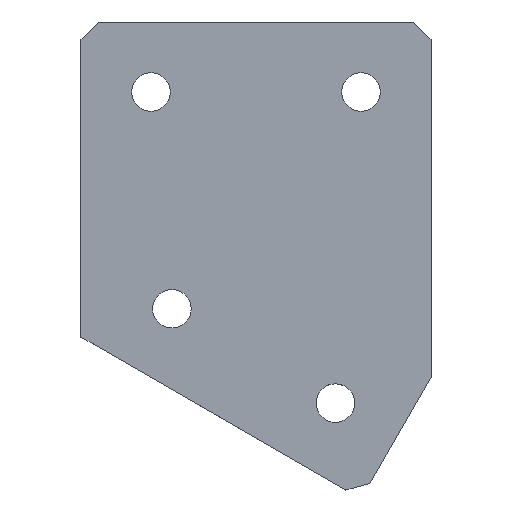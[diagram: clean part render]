
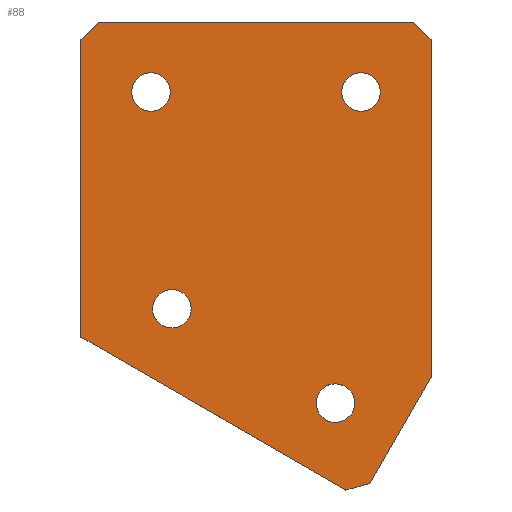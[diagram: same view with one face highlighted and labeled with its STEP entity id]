
A CAD part, top view. The second image highlights one B-rep face of the part: STEP entity #88.
In plain terms, the highlighted planar face has unit normal (0, 0, 1).
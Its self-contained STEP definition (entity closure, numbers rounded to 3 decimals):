
#1 = CARTESIAN_POINT ( 'NONE',  ( 10., -10., 0. ) ) ;
#7 = DIRECTION ( 'NONE',  ( 0.966, 0.259, 0. ) ) ;
#13 = EDGE_CURVE ( 'NONE', #388, #86, #234, .T. ) ;
#17 = ORIENTED_EDGE ( 'NONE', *, *, #332, .T. ) ;
#34 = LINE ( 'NONE', #228, #466 ) ;
#35 = FACE_BOUND ( 'NONE', #446, .T. ) ;
#36 = EDGE_CURVE ( 'NONE', #299, #399, #122, .T. ) ;
#40 = EDGE_CURVE ( 'NONE', #432, #265, #323, .T. ) ;
#45 = VERTEX_POINT ( 'NONE', #441 ) ;
#53 = DIRECTION ( 'NONE',  ( 0., 0., -1. ) ) ;
#54 = EDGE_CURVE ( 'NONE', #193, #584, #372, .T. ) ;
#59 = CARTESIAN_POINT ( 'NONE',  ( 19.245, -71.825, 0. ) ) ;
#63 = CARTESIAN_POINT ( 'NONE',  ( 10., -7.25, 0. ) ) ;
#71 = CARTESIAN_POINT ( 'NONE',  ( 12.99, -43.703, 0. ) ) ;
#73 = EDGE_LOOP ( 'NONE', ( #96, #165 ) ) ;
#75 = DIRECTION ( 'NONE',  ( 0., -1., 0. ) ) ;
#77 = ORIENTED_EDGE ( 'NONE', *, *, #217, .T. ) ;
#84 = EDGE_CURVE ( 'NONE', #286, #418, #153, .T. ) ;
#86 = VERTEX_POINT ( 'NONE', #380 ) ;
#88 = ADVANCED_FACE ( 'NONE', ( #530, #35, #320, #89, #142 ), #139, .T. ) ;
#89 = FACE_BOUND ( 'NONE', #481, .T. ) ;
#96 = ORIENTED_EDGE ( 'NONE', *, *, #587, .T. ) ;
#108 = DIRECTION ( 'NONE',  ( 0., 1., 0. ) ) ;
#118 = DIRECTION ( 'NONE',  ( -0.707, 0.707, 0. ) ) ;
#122 = LINE ( 'NONE', #518, #283 ) ;
#131 = VECTOR ( 'NONE', #7, 1000. ) ;
#139 = PLANE ( 'NONE',  #293 ) ;
#142 = FACE_OUTER_BOUND ( 'NONE', #296, .T. ) ;
#151 = DIRECTION ( 'NONE',  ( 0., 0., -1. ) ) ;
#153 = CIRCLE ( 'NONE', #437, 2.75 ) ;
#159 = CIRCLE ( 'NONE', #213, 2.75 ) ;
#165 = ORIENTED_EDGE ( 'NONE', *, *, #84, .T. ) ;
#166 = LINE ( 'NONE', #215, #346 ) ;
#171 = VECTOR ( 'NONE', #341, 1000. ) ;
#172 = CIRCLE ( 'NONE', #195, 2.75 ) ;
#179 = DIRECTION ( 'NONE',  ( 0., 1., 0. ) ) ;
#182 = DIRECTION ( 'NONE',  ( 0., 1., 0. ) ) ;
#183 = AXIS2_PLACEMENT_3D ( 'NONE', #236, #574, #616 ) ;
#192 = CARTESIAN_POINT ( 'NONE',  ( 0., 0., 0. ) ) ;
#193 = VERTEX_POINT ( 'NONE', #617 ) ;
#194 = CARTESIAN_POINT ( 'NONE',  ( 0., -45., 0. ) ) ;
#195 = AXIS2_PLACEMENT_3D ( 'NONE', #250, #550, #287 ) ;
#213 = AXIS2_PLACEMENT_3D ( 'NONE', #243, #151, #108 ) ;
#215 = CARTESIAN_POINT ( 'NONE',  ( 23.75, 23.75, 0. ) ) ;
#216 = ORIENTED_EDGE ( 'NONE', *, *, #290, .F. ) ;
#217 = EDGE_CURVE ( 'NONE', #330, #45, #159, .T. ) ;
#218 = CARTESIAN_POINT ( 'NONE',  ( 36.34, -57.184, 0. ) ) ;
#220 = LINE ( 'NONE', #266, #586 ) ;
#225 = CARTESIAN_POINT ( 'NONE',  ( 0., -2.5, 0. ) ) ;
#227 = ORIENTED_EDGE ( 'NONE', *, *, #512, .T. ) ;
#228 = CARTESIAN_POINT ( 'NONE',  ( 0., -45., 0. ) ) ;
#230 = EDGE_CURVE ( 'NONE', #45, #330, #172, .T. ) ;
#231 = VERTEX_POINT ( 'NONE', #194 ) ;
#232 = CARTESIAN_POINT ( 'NONE',  ( 40., -7.25, 0. ) ) ;
#234 = CIRCLE ( 'NONE', #272, 2.75 ) ;
#236 = CARTESIAN_POINT ( 'NONE',  ( 40., -10., 0. ) ) ;
#243 = CARTESIAN_POINT ( 'NONE',  ( 36.34, -54.434, 0. ) ) ;
#248 = CARTESIAN_POINT ( 'NONE',  ( 40., -12.75, 0. ) ) ;
#249 = ORIENTED_EDGE ( 'NONE', *, *, #622, .T. ) ;
#250 = CARTESIAN_POINT ( 'NONE',  ( 36.34, -54.434, 0. ) ) ;
#261 = DIRECTION ( 'NONE',  ( 0., 1., 0. ) ) ;
#265 = VERTEX_POINT ( 'NONE', #248 ) ;
#266 = CARTESIAN_POINT ( 'NONE',  ( 1.25, -1.25, 0. ) ) ;
#269 = ORIENTED_EDGE ( 'NONE', *, *, #54, .F. ) ;
#272 = AXIS2_PLACEMENT_3D ( 'NONE', #522, #316, #261 ) ;
#277 = ORIENTED_EDGE ( 'NONE', *, *, #13, .T. ) ;
#279 = DIRECTION ( 'NONE',  ( 0., 0., 1. ) ) ;
#283 = VECTOR ( 'NONE', #75, 1000. ) ;
#286 = VERTEX_POINT ( 'NONE', #589 ) ;
#287 = DIRECTION ( 'NONE',  ( 0., 1., 0. ) ) ;
#290 = EDGE_CURVE ( 'NONE', #399, #347, #402, .T. ) ;
#291 = CARTESIAN_POINT ( 'NONE',  ( 50., -2.5, 0. ) ) ;
#293 = AXIS2_PLACEMENT_3D ( 'NONE', #336, #279, #540 ) ;
#296 = EDGE_LOOP ( 'NONE', ( #509, #249, #216, #492, #17, #269, #520, #544 ) ) ;
#297 = DIRECTION ( 'NONE',  ( 0., 1., 0. ) ) ;
#299 = VERTEX_POINT ( 'NONE', #291 ) ;
#300 = CARTESIAN_POINT ( 'NONE',  ( 50., -50.774, 0. ) ) ;
#301 = CIRCLE ( 'NONE', #358, 2.75 ) ;
#309 = EDGE_CURVE ( 'NONE', #231, #503, #454, .T. ) ;
#316 = DIRECTION ( 'NONE',  ( 0., 0., -1. ) ) ;
#320 = FACE_BOUND ( 'NONE', #623, .T. ) ;
#323 = CIRCLE ( 'NONE', #526, 2.75 ) ;
#330 = VERTEX_POINT ( 'NONE', #218 ) ;
#332 = EDGE_CURVE ( 'NONE', #299, #584, #166, .T. ) ;
#334 = VERTEX_POINT ( 'NONE', #407 ) ;
#335 = CARTESIAN_POINT ( 'NONE',  ( 10., -10., 0. ) ) ;
#336 = CARTESIAN_POINT ( 'NONE',  ( 0., 0., 0. ) ) ;
#339 = LINE ( 'NONE', #59, #131 ) ;
#341 = DIRECTION ( 'NONE',  ( -0.5, -0.866, 0. ) ) ;
#346 = VECTOR ( 'NONE', #118, 1000. ) ;
#347 = VERTEX_POINT ( 'NONE', #561 ) ;
#348 = CARTESIAN_POINT ( 'NONE',  ( 0., 0., 0. ) ) ;
#358 = AXIS2_PLACEMENT_3D ( 'NONE', #436, #440, #182 ) ;
#361 = ORIENTED_EDGE ( 'NONE', *, *, #458, .T. ) ;
#372 = LINE ( 'NONE', #192, #499 ) ;
#376 = ORIENTED_EDGE ( 'NONE', *, *, #40, .T. ) ;
#380 = CARTESIAN_POINT ( 'NONE',  ( 12.99, -38.203, 0. ) ) ;
#387 = DIRECTION ( 'NONE',  ( 0., 1., 0. ) ) ;
#388 = VERTEX_POINT ( 'NONE', #71 ) ;
#399 = VERTEX_POINT ( 'NONE', #300 ) ;
#402 = LINE ( 'NONE', #594, #171 ) ;
#407 = CARTESIAN_POINT ( 'NONE',  ( 37.835, -66.844, 0. ) ) ;
#408 = DIRECTION ( 'NONE',  ( 0., 0., -1. ) ) ;
#418 = VERTEX_POINT ( 'NONE', #63 ) ;
#432 = VERTEX_POINT ( 'NONE', #232 ) ;
#433 = DIRECTION ( 'NONE',  ( -0.707, -0.707, 0. ) ) ;
#436 = CARTESIAN_POINT ( 'NONE',  ( 12.99, -40.953, 0. ) ) ;
#437 = AXIS2_PLACEMENT_3D ( 'NONE', #1, #487, #179 ) ;
#440 = DIRECTION ( 'NONE',  ( 0., 0., -1. ) ) ;
#441 = CARTESIAN_POINT ( 'NONE',  ( 36.34, -51.684, 0. ) ) ;
#446 = EDGE_LOOP ( 'NONE', ( #376, #227 ) ) ;
#448 = DIRECTION ( 'NONE',  ( 0., 1., 0. ) ) ;
#449 = EDGE_CURVE ( 'NONE', #193, #503, #220, .T. ) ;
#454 = LINE ( 'NONE', #348, #585 ) ;
#458 = EDGE_CURVE ( 'NONE', #86, #388, #301, .T. ) ;
#466 = VECTOR ( 'NONE', #486, 1000. ) ;
#473 = CARTESIAN_POINT ( 'NONE',  ( 40., -10., 0. ) ) ;
#474 = CIRCLE ( 'NONE', #183, 2.75 ) ;
#477 = AXIS2_PLACEMENT_3D ( 'NONE', #335, #53, #448 ) ;
#481 = EDGE_LOOP ( 'NONE', ( #629, #77 ) ) ;
#486 = DIRECTION ( 'NONE',  ( -0.866, 0.5, 0. ) ) ;
#487 = DIRECTION ( 'NONE',  ( 0., 0., -1. ) ) ;
#492 = ORIENTED_EDGE ( 'NONE', *, *, #36, .F. ) ;
#499 = VECTOR ( 'NONE', #524, 1000. ) ;
#503 = VERTEX_POINT ( 'NONE', #225 ) ;
#509 = ORIENTED_EDGE ( 'NONE', *, *, #557, .F. ) ;
#512 = EDGE_CURVE ( 'NONE', #265, #432, #474, .T. ) ;
#518 = CARTESIAN_POINT ( 'NONE',  ( 50., 0., 0. ) ) ;
#520 = ORIENTED_EDGE ( 'NONE', *, *, #449, .T. ) ;
#522 = CARTESIAN_POINT ( 'NONE',  ( 12.99, -40.953, 0. ) ) ;
#524 = DIRECTION ( 'NONE',  ( 1., 0., 0. ) ) ;
#526 = AXIS2_PLACEMENT_3D ( 'NONE', #473, #408, #387 ) ;
#530 = FACE_BOUND ( 'NONE', #73, .T. ) ;
#540 = DIRECTION ( 'NONE',  ( 1., 0., 0. ) ) ;
#544 = ORIENTED_EDGE ( 'NONE', *, *, #309, .F. ) ;
#550 = DIRECTION ( 'NONE',  ( 0., 0., -1. ) ) ;
#557 = EDGE_CURVE ( 'NONE', #334, #231, #34, .T. ) ;
#561 = CARTESIAN_POINT ( 'NONE',  ( 41.25, -65.929, 0. ) ) ;
#574 = DIRECTION ( 'NONE',  ( 0., 0., -1. ) ) ;
#581 = CARTESIAN_POINT ( 'NONE',  ( 47.5, 0., 0. ) ) ;
#584 = VERTEX_POINT ( 'NONE', #581 ) ;
#585 = VECTOR ( 'NONE', #297, 1000. ) ;
#586 = VECTOR ( 'NONE', #433, 1000. ) ;
#587 = EDGE_CURVE ( 'NONE', #418, #286, #614, .T. ) ;
#589 = CARTESIAN_POINT ( 'NONE',  ( 10., -12.75, 0. ) ) ;
#594 = CARTESIAN_POINT ( 'NONE',  ( 40., -68.094, 0. ) ) ;
#614 = CIRCLE ( 'NONE', #477, 2.75 ) ;
#616 = DIRECTION ( 'NONE',  ( 0., 1., 0. ) ) ;
#617 = CARTESIAN_POINT ( 'NONE',  ( 2.5, 0., 0. ) ) ;
#622 = EDGE_CURVE ( 'NONE', #334, #347, #339, .T. ) ;
#623 = EDGE_LOOP ( 'NONE', ( #361, #277 ) ) ;
#629 = ORIENTED_EDGE ( 'NONE', *, *, #230, .T. ) ;
